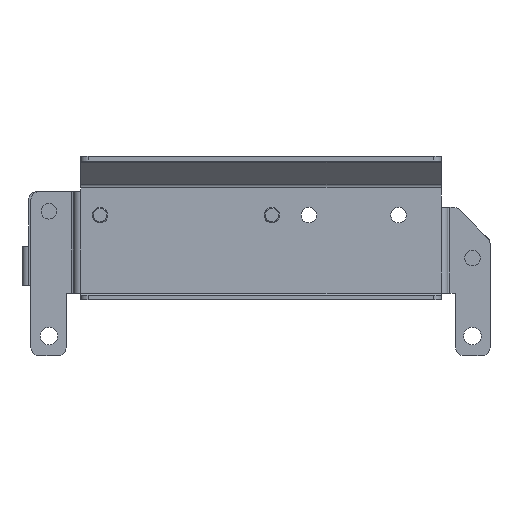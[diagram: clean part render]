
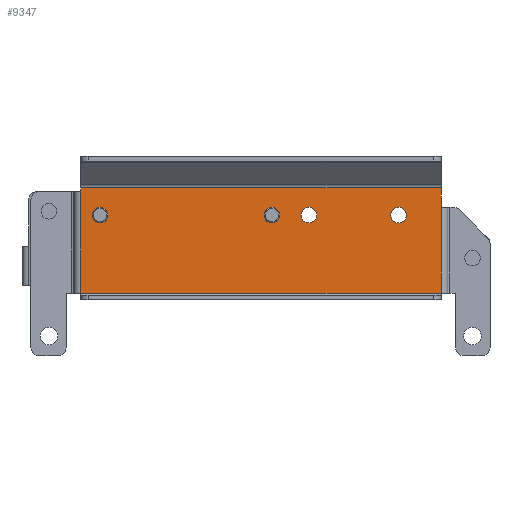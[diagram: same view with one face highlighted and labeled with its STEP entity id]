
A CAD part, front view. The second image highlights one B-rep face of the part: STEP entity #9347.
In plain terms, the highlighted planar face has unit normal (0, -1, 0).
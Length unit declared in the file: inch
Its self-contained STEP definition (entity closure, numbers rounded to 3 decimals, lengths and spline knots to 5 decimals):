
#1 = CARTESIAN_POINT ( 'NONE',  ( -1.65354, -0.07405, -0.22047 ) ) ;
#33 = ORIENTED_EDGE ( 'NONE', *, *, #8378, .F. ) ;
#82 = DIRECTION ( 'NONE',  ( 0., -1., 0. ) ) ;
#295 = CARTESIAN_POINT ( 'NONE',  ( 0., -0.07405, -0.22047 ) ) ;
#313 = CIRCLE ( 'NONE', #11603, 0.07874 ) ;
#819 = AXIS2_PLACEMENT_3D ( 'NONE', #6548, #82, #2634 ) ;
#984 = DIRECTION ( 'NONE',  ( 0., 0., -1. ) ) ;
#1017 = ORIENTED_EDGE ( 'NONE', *, *, #11224, .F. ) ;
#1177 = CARTESIAN_POINT ( 'NONE',  ( -0.47244, -0.07405, 0.68504 ) ) ;
#1315 = VERTEX_POINT ( 'NONE', #2168 ) ;
#1580 = CARTESIAN_POINT ( 'NONE',  ( 0.45276, -0.07405, -0.22047 ) ) ;
#1599 = CIRCLE ( 'NONE', #6256, 0.07874 ) ;
#1824 = DIRECTION ( 'NONE',  ( 0., -1., 0. ) ) ;
#2080 = ORIENTED_EDGE ( 'NONE', *, *, #5279, .F. ) ;
#2103 = DIRECTION ( 'NONE',  ( 1., 0., 0. ) ) ;
#2104 = EDGE_LOOP ( 'NONE', ( #15307, #13619 ) ) ;
#2130 = LINE ( 'NONE', #2175, #11829 ) ;
#2142 = VECTOR ( 'NONE', #15215, 39.37008 ) ;
#2152 = EDGE_CURVE ( 'NONE', #2161, #1315, #12666, .T. ) ;
#2161 = VERTEX_POINT ( 'NONE', #4451 ) ;
#2168 = CARTESIAN_POINT ( 'NONE',  ( 0.07874, -0.07405, -0.22047 ) ) ;
#2175 = CARTESIAN_POINT ( 'NONE',  ( -0.47244, -0.07405, 0.05535 ) ) ;
#2214 = VERTEX_POINT ( 'NONE', #12010 ) ;
#2237 = VERTEX_POINT ( 'NONE', #5901 ) ;
#2491 = CARTESIAN_POINT ( 'NONE',  ( 0.37402, -0.07405, -0.22047 ) ) ;
#2634 = DIRECTION ( 'NONE',  ( 1., 0., 0. ) ) ;
#2638 = EDGE_CURVE ( 'NONE', #2847, #2237, #4684, .T. ) ;
#2846 = VERTEX_POINT ( 'NONE', #11784 ) ;
#2847 = VERTEX_POINT ( 'NONE', #14291 ) ;
#3162 = ORIENTED_EDGE ( 'NONE', *, *, #12090, .F. ) ;
#3314 = CARTESIAN_POINT ( 'NONE',  ( 1.27953, -0.07405, -0.22047 ) ) ;
#3702 = VERTEX_POINT ( 'NONE', #5042 ) ;
#3838 = AXIS2_PLACEMENT_3D ( 'NONE', #8090, #1824, #14495 ) ;
#4050 = DIRECTION ( 'NONE',  ( 0., -1., 0. ) ) ;
#4096 = DIRECTION ( 'NONE',  ( -1., 0., 0. ) ) ;
#4244 = FACE_BOUND ( 'NONE', #6284, .T. ) ;
#4451 = CARTESIAN_POINT ( 'NONE',  ( -0.07874, -0.07405, -0.22047 ) ) ;
#4475 = DIRECTION ( 'NONE',  ( 0., -1., 0. ) ) ;
#4500 = CIRCLE ( 'NONE', #16151, 0.07874 ) ;
#4661 = EDGE_CURVE ( 'NONE', #2214, #8519, #6803, .T. ) ;
#4684 = LINE ( 'NONE', #14028, #2142 ) ;
#4722 = AXIS2_PLACEMENT_3D ( 'NONE', #8275, #4475, #6871 ) ;
#4791 = AXIS2_PLACEMENT_3D ( 'NONE', #2491, #7398, #11229 ) ;
#5042 = CARTESIAN_POINT ( 'NONE',  ( 1.35827, -0.07405, -0.22047 ) ) ;
#5079 = EDGE_LOOP ( 'NONE', ( #9567, #6459, #1017, #8435, #11712, #33 ) ) ;
#5164 = EDGE_CURVE ( 'NONE', #9382, #14322, #313, .T. ) ;
#5279 = EDGE_CURVE ( 'NONE', #9974, #15617, #16383, .T. ) ;
#5445 = FACE_BOUND ( 'NONE', #2104, .T. ) ;
#5532 = CARTESIAN_POINT ( 'NONE',  ( 1.70866, -0.07405, 0.68504 ) ) ;
#5901 = CARTESIAN_POINT ( 'NONE',  ( -1.92913, -0.07405, 0.01598 ) ) ;
#6256 = AXIS2_PLACEMENT_3D ( 'NONE', #3314, #12388, #12287 ) ;
#6284 = EDGE_LOOP ( 'NONE', ( #15468, #3162 ) ) ;
#6386 = DIRECTION ( 'NONE',  ( 0., -1., 0. ) ) ;
#6430 = DIRECTION ( 'NONE',  ( 0., 0., -1. ) ) ;
#6459 = ORIENTED_EDGE ( 'NONE', *, *, #2638, .F. ) ;
#6526 = EDGE_LOOP ( 'NONE', ( #7459, #2080 ) ) ;
#6548 = CARTESIAN_POINT ( 'NONE',  ( 0.37402, -0.07405, -0.22047 ) ) ;
#6803 = LINE ( 'NONE', #5532, #11557 ) ;
#6871 = DIRECTION ( 'NONE',  ( 1., 0., 0. ) ) ;
#7114 = LINE ( 'NONE', #9104, #13893 ) ;
#7398 = DIRECTION ( 'NONE',  ( 0., -1., 0. ) ) ;
#7459 = ORIENTED_EDGE ( 'NONE', *, *, #7465, .F. ) ;
#7465 = EDGE_CURVE ( 'NONE', #15617, #9974, #13468, .T. ) ;
#7570 = DIRECTION ( 'NONE',  ( 1., 0., 0. ) ) ;
#7590 = EDGE_CURVE ( 'NONE', #1315, #2161, #4500, .T. ) ;
#7592 = CARTESIAN_POINT ( 'NONE',  ( -1.92913, -0.07405, 0.05535 ) ) ;
#7630 = FACE_BOUND ( 'NONE', #13977, .T. ) ;
#7854 = CARTESIAN_POINT ( 'NONE',  ( 1.70866, -0.07405, -1.00787 ) ) ;
#7905 = VERTEX_POINT ( 'NONE', #7592 ) ;
#8028 = ORIENTED_EDGE ( 'NONE', *, *, #7590, .F. ) ;
#8090 = CARTESIAN_POINT ( 'NONE',  ( 0., -0.07405, -0.22047 ) ) ;
#8275 = CARTESIAN_POINT ( 'NONE',  ( 1.27953, -0.07405, -0.22047 ) ) ;
#8378 = EDGE_CURVE ( 'NONE', #7905, #2846, #2130, .T. ) ;
#8388 = VECTOR ( 'NONE', #6430, 39.37008 ) ;
#8415 = DIRECTION ( 'NONE',  ( 0., -1., 0. ) ) ;
#8435 = ORIENTED_EDGE ( 'NONE', *, *, #4661, .F. ) ;
#8519 = VERTEX_POINT ( 'NONE', #7854 ) ;
#8813 = ORIENTED_EDGE ( 'NONE', *, *, #2152, .F. ) ;
#9057 = EDGE_CURVE ( 'NONE', #3702, #12247, #15348, .T. ) ;
#9104 = CARTESIAN_POINT ( 'NONE',  ( -0.47244, -0.07405, -1.00787 ) ) ;
#9347 = ADVANCED_FACE ( 'NONE', ( #10786, #5445, #7630, #4244, #15139 ), #13866, .F. ) ;
#9382 = VERTEX_POINT ( 'NONE', #1 ) ;
#9567 = ORIENTED_EDGE ( 'NONE', *, *, #10473, .T. ) ;
#9974 = VERTEX_POINT ( 'NONE', #10213 ) ;
#10213 = CARTESIAN_POINT ( 'NONE',  ( 0.29528, -0.07405, -0.22047 ) ) ;
#10306 = EDGE_CURVE ( 'NONE', #2846, #2214, #15303, .T. ) ;
#10473 = EDGE_CURVE ( 'NONE', #7905, #2237, #11143, .T. ) ;
#10727 = DIRECTION ( 'NONE',  ( 0., 0., -1. ) ) ;
#10786 = FACE_OUTER_BOUND ( 'NONE', #5079, .T. ) ;
#10977 = EDGE_CURVE ( 'NONE', #14322, #9382, #11519, .T. ) ;
#11143 = LINE ( 'NONE', #14050, #8388 ) ;
#11224 = EDGE_CURVE ( 'NONE', #8519, #2847, #7114, .T. ) ;
#11229 = DIRECTION ( 'NONE',  ( 1., 0., 0. ) ) ;
#11298 = DIRECTION ( 'NONE',  ( 1., 0., 0. ) ) ;
#11463 = AXIS2_PLACEMENT_3D ( 'NONE', #15132, #6386, #7570 ) ;
#11519 = CIRCLE ( 'NONE', #11463, 0.07874 ) ;
#11557 = VECTOR ( 'NONE', #10727, 39.37008 ) ;
#11603 = AXIS2_PLACEMENT_3D ( 'NONE', #13637, #8415, #2103 ) ;
#11708 = DIRECTION ( 'NONE',  ( 1., 0., 0. ) ) ;
#11712 = ORIENTED_EDGE ( 'NONE', *, *, #10306, .F. ) ;
#11784 = CARTESIAN_POINT ( 'NONE',  ( 1.70866, -0.07405, 0.05535 ) ) ;
#11829 = VECTOR ( 'NONE', #12343, 39.37008 ) ;
#12010 = CARTESIAN_POINT ( 'NONE',  ( 1.70866, -0.07405, -0.1415 ) ) ;
#12077 = AXIS2_PLACEMENT_3D ( 'NONE', #1177, #12577, #11298 ) ;
#12090 = EDGE_CURVE ( 'NONE', #12247, #3702, #1599, .T. ) ;
#12150 = VECTOR ( 'NONE', #984, 39.37008 ) ;
#12247 = VERTEX_POINT ( 'NONE', #12503 ) ;
#12287 = DIRECTION ( 'NONE',  ( 1., 0., 0. ) ) ;
#12343 = DIRECTION ( 'NONE',  ( 1., 0., 0. ) ) ;
#12388 = DIRECTION ( 'NONE',  ( 0., -1., 0. ) ) ;
#12503 = CARTESIAN_POINT ( 'NONE',  ( 1.20079, -0.07405, -0.22047 ) ) ;
#12577 = DIRECTION ( 'NONE',  ( 0., 1., 0. ) ) ;
#12666 = CIRCLE ( 'NONE', #3838, 0.07874 ) ;
#13468 = CIRCLE ( 'NONE', #819, 0.07874 ) ;
#13619 = ORIENTED_EDGE ( 'NONE', *, *, #10977, .F. ) ;
#13637 = CARTESIAN_POINT ( 'NONE',  ( -1.73228, -0.07405, -0.22047 ) ) ;
#13866 = PLANE ( 'NONE',  #12077 ) ;
#13893 = VECTOR ( 'NONE', #4096, 39.37008 ) ;
#13977 = EDGE_LOOP ( 'NONE', ( #8028, #8813 ) ) ;
#14028 = CARTESIAN_POINT ( 'NONE',  ( -1.92913, -0.07405, 0.68504 ) ) ;
#14050 = CARTESIAN_POINT ( 'NONE',  ( -1.92913, -0.07405, 0.03566 ) ) ;
#14291 = CARTESIAN_POINT ( 'NONE',  ( -1.92913, -0.07405, -1.00787 ) ) ;
#14322 = VERTEX_POINT ( 'NONE', #16099 ) ;
#14495 = DIRECTION ( 'NONE',  ( 1., 0., 0. ) ) ;
#15132 = CARTESIAN_POINT ( 'NONE',  ( -1.73228, -0.07405, -0.22047 ) ) ;
#15139 = FACE_BOUND ( 'NONE', #6526, .T. ) ;
#15215 = DIRECTION ( 'NONE',  ( 0., 0., 1. ) ) ;
#15303 = LINE ( 'NONE', #16068, #12150 ) ;
#15307 = ORIENTED_EDGE ( 'NONE', *, *, #5164, .F. ) ;
#15348 = CIRCLE ( 'NONE', #4722, 0.07874 ) ;
#15468 = ORIENTED_EDGE ( 'NONE', *, *, #9057, .F. ) ;
#15617 = VERTEX_POINT ( 'NONE', #1580 ) ;
#16068 = CARTESIAN_POINT ( 'NONE',  ( 1.70866, -0.07405, 0.68504 ) ) ;
#16099 = CARTESIAN_POINT ( 'NONE',  ( -1.81102, -0.07405, -0.22047 ) ) ;
#16151 = AXIS2_PLACEMENT_3D ( 'NONE', #295, #4050, #11708 ) ;
#16383 = CIRCLE ( 'NONE', #4791, 0.07874 ) ;
